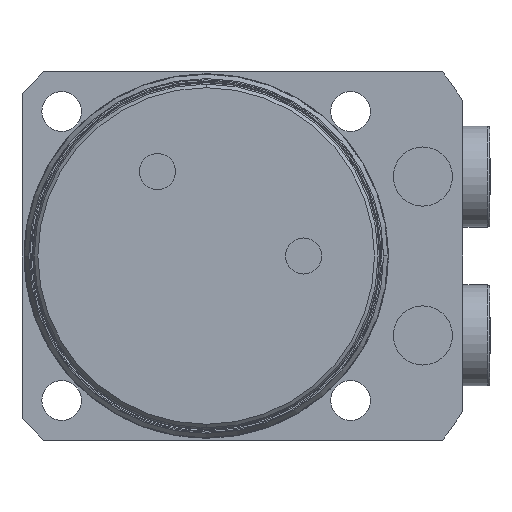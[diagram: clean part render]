
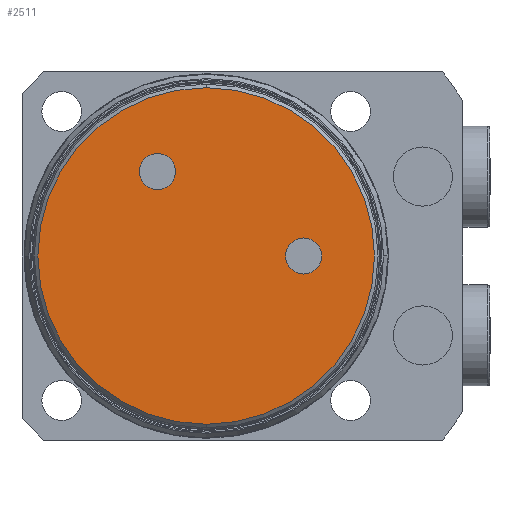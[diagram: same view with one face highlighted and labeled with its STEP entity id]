
A CAD part, front view. The second image highlights one B-rep face of the part: STEP entity #2511.
In plain terms, the highlighted planar face has unit normal (0, -1, 0).
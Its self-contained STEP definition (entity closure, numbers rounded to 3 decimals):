
#416 = CIRCLE ( 'NONE', #7330, 23.3 ) ;
#417 = CIRCLE ( 'NONE', #7331, 2.5 ) ;
#418 = CIRCLE ( 'NONE', #7333, 2.5 ) ;
#522 = CIRCLE ( 'NONE', #3923, 2.5 ) ;
#528 = CIRCLE ( 'NONE', #3925, 2.5 ) ;
#535 = CIRCLE ( 'NONE', #3928, 23.3 ) ;
#1420 = FACE_BOUND ( 'NONE', #8968, .T. ) ;
#1423 = FACE_OUTER_BOUND ( 'NONE', #9035, .T. ) ;
#1432 = FACE_BOUND ( 'NONE', #9013, .T. ) ;
#2511 = ADVANCED_FACE ( 'NONE', ( #1423, #1420, #1432 ), #6936, .F. ) ;
#3403 = VERTEX_POINT ( 'NONE', #9102 ) ;
#3536 = VERTEX_POINT ( 'NONE', #6651 ) ;
#3706 = VERTEX_POINT ( 'NONE', #6628 ) ;
#3735 = VERTEX_POINT ( 'NONE', #6589 ) ;
#3752 = VERTEX_POINT ( 'NONE', #6570 ) ;
#3788 = VERTEX_POINT ( 'NONE', #6534 ) ;
#3923 = AXIS2_PLACEMENT_3D ( 'NONE', #9601, #9602, #9603 ) ;
#3925 = AXIS2_PLACEMENT_3D ( 'NONE', #9591, #9592, #9593 ) ;
#3928 = AXIS2_PLACEMENT_3D ( 'NONE', #9578, #9579, #9580 ) ;
#5433 = CARTESIAN_POINT ( 'NONE',  ( -6.75, 0., 11.691 ) ) ;
#5434 = DIRECTION ( 'NONE',  ( 0., -1., 0. ) ) ;
#5435 = DIRECTION ( 'NONE',  ( 0., 0., -1. ) ) ;
#5436 = CARTESIAN_POINT ( 'NONE',  ( 13.5, 0., 0. ) ) ;
#5437 = DIRECTION ( 'NONE',  ( 0., -1., 0. ) ) ;
#5438 = DIRECTION ( 'NONE',  ( 0., 0., -1. ) ) ;
#5440 = CARTESIAN_POINT ( 'NONE',  ( 0., 0., 0. ) ) ;
#5441 = DIRECTION ( 'NONE',  ( 0., 1., 0. ) ) ;
#5442 = DIRECTION ( 'NONE',  ( 0., 0., 1. ) ) ;
#6534 = CARTESIAN_POINT ( 'NONE',  ( -6.75, 0., 9.191 ) ) ;
#6570 = CARTESIAN_POINT ( 'NONE',  ( 0., 0., -23.3 ) ) ;
#6589 = CARTESIAN_POINT ( 'NONE',  ( -6.75, 0., 14.191 ) ) ;
#6628 = CARTESIAN_POINT ( 'NONE',  ( 13.5, 0., 2.5 ) ) ;
#6651 = CARTESIAN_POINT ( 'NONE',  ( 13.5, 0., -2.5 ) ) ;
#6772 = EDGE_CURVE ( 'NONE', #3403, #3752, #535, .T. ) ;
#6778 = EDGE_CURVE ( 'NONE', #3706, #3536, #528, .T. ) ;
#6782 = EDGE_CURVE ( 'NONE', #3735, #3788, #522, .T. ) ;
#6934 = DIRECTION ( 'NONE',  ( 0., 0., 1. ) ) ;
#6936 = PLANE ( 'NONE',  #7998 ) ;
#6939 = CARTESIAN_POINT ( 'NONE',  ( 0., 0., 0. ) ) ;
#6946 = DIRECTION ( 'NONE',  ( 0., 1., 0. ) ) ;
#7330 = AXIS2_PLACEMENT_3D ( 'NONE', #5440, #5441, #5442 ) ;
#7331 = AXIS2_PLACEMENT_3D ( 'NONE', #5436, #5437, #5438 ) ;
#7333 = AXIS2_PLACEMENT_3D ( 'NONE', #5433, #5434, #5435 ) ;
#7942 = EDGE_CURVE ( 'NONE', #3788, #3735, #418, .T. ) ;
#7943 = EDGE_CURVE ( 'NONE', #3536, #3706, #417, .T. ) ;
#7944 = EDGE_CURVE ( 'NONE', #3752, #3403, #416, .T. ) ;
#7998 = AXIS2_PLACEMENT_3D ( 'NONE', #6939, #6946, #6934 ) ;
#8968 = EDGE_LOOP ( 'NONE', ( #10066, #10067 ) ) ;
#9013 = EDGE_LOOP ( 'NONE', ( #10068, #10069 ) ) ;
#9035 = EDGE_LOOP ( 'NONE', ( #10062, #10065 ) ) ;
#9102 = CARTESIAN_POINT ( 'NONE',  ( 0., 0., 23.3 ) ) ;
#9578 = CARTESIAN_POINT ( 'NONE',  ( 0., 0., 0. ) ) ;
#9579 = DIRECTION ( 'NONE',  ( 0., 1., 0. ) ) ;
#9580 = DIRECTION ( 'NONE',  ( 0., 0., 1. ) ) ;
#9591 = CARTESIAN_POINT ( 'NONE',  ( 13.5, 0., 0. ) ) ;
#9592 = DIRECTION ( 'NONE',  ( 0., -1., 0. ) ) ;
#9593 = DIRECTION ( 'NONE',  ( 0., 0., -1. ) ) ;
#9601 = CARTESIAN_POINT ( 'NONE',  ( -6.75, 0., 11.691 ) ) ;
#9602 = DIRECTION ( 'NONE',  ( 0., -1., 0. ) ) ;
#9603 = DIRECTION ( 'NONE',  ( 0., 0., -1. ) ) ;
#10062 = ORIENTED_EDGE ( 'NONE', *, *, #6772, .F. ) ;
#10065 = ORIENTED_EDGE ( 'NONE', *, *, #7944, .F. ) ;
#10066 = ORIENTED_EDGE ( 'NONE', *, *, #7943, .F. ) ;
#10067 = ORIENTED_EDGE ( 'NONE', *, *, #6778, .F. ) ;
#10068 = ORIENTED_EDGE ( 'NONE', *, *, #7942, .F. ) ;
#10069 = ORIENTED_EDGE ( 'NONE', *, *, #6782, .F. ) ;
